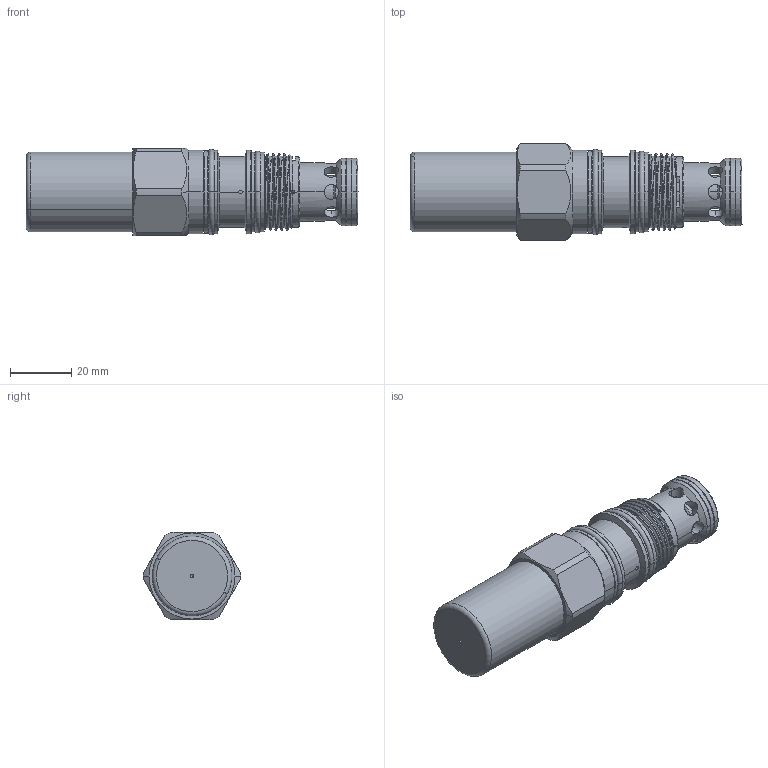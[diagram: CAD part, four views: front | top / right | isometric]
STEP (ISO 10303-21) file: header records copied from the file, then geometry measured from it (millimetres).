
FILE_DESCRIPTION (( 'STEP AP203' ), '1' );
FILE_NAME ('RV2A3G-C.STEP', '2020-03-24T05:51:12', ( '' ), ( '' ), 'SwSTEP 2.0', 'SolidWorks 2018', '' );
FILE_SCHEMA (( 'CONFIG_CONTROL_DESIGN' ));
Length unit declared in the file: millimetre
Products named in the file (1): RV2A3G-C
Bounding box: 108.77 x 31.8 x 28.57 mm (x, y, z)
Volume: 45282.3 mm3; surface area: 19413.1 mm2
Topology: 6 solids, 6 shells, 773 faces, 2140 edges, 1355 vertices
Faces by surface type: cylinder 567, cone 74, plane 73, torus 46, bspline 7, sphere 6
Entity records: 54602 total; most frequent: CARTESIAN_POINT 35764, ORIENTED_EDGE 4276, DIRECTION 3117, EDGE_CURVE 2138, VERTEX_POINT 1355, AXIS2_PLACEMENT_3D 1212, EDGE_LOOP 1171, B_SPLINE_CURVE_WITH_KNOTS 937
